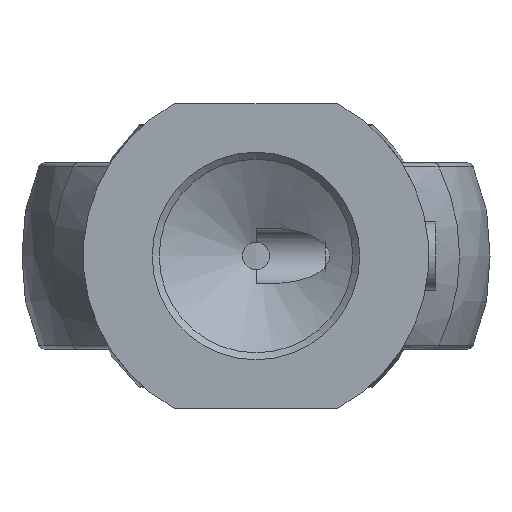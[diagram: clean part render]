
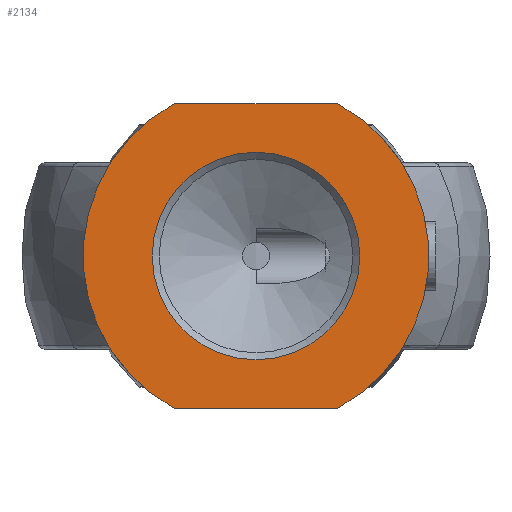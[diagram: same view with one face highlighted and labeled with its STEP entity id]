
A CAD part, front view. The second image highlights one B-rep face of the part: STEP entity #2134.
In plain terms, the highlighted planar face has unit normal (0, -1, 0).
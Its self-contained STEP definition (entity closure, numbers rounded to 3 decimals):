
#42 = LINE ( 'NONE', #983, #1687 ) ;
#47 = CIRCLE ( 'NONE', #337, 12.5 ) ;
#89 = DIRECTION ( 'NONE',  ( 0., 1., 0. ) ) ;
#114 = VERTEX_POINT ( 'NONE', #382 ) ;
#128 = CARTESIAN_POINT ( 'NONE',  ( 0., -57., 0. ) ) ;
#181 = DIRECTION ( 'NONE',  ( 0., -1., 0. ) ) ;
#206 = CARTESIAN_POINT ( 'NONE',  ( -5.886, -57., 11. ) ) ;
#226 = CARTESIAN_POINT ( 'NONE',  ( 5.982, -57., -10.976 ) ) ;
#277 = ORIENTED_EDGE ( 'NONE', *, *, #900, .F. ) ;
#337 = AXIS2_PLACEMENT_3D ( 'NONE', #1595, #181, #898 ) ;
#377 = ORIENTED_EDGE ( 'NONE', *, *, #728, .F. ) ;
#379 = CARTESIAN_POINT ( 'NONE',  ( -5.982, -57., 10.976 ) ) ;
#382 = CARTESIAN_POINT ( 'NONE',  ( 5.982, -57., 10.976 ) ) ;
#414 = CIRCLE ( 'NONE', #1596, 12.5 ) ;
#431 = CARTESIAN_POINT ( 'NONE',  ( -17., -57., 11. ) ) ;
#507 = EDGE_CURVE ( 'NONE', #114, #1783, #2339, .T. ) ;
#562 = DIRECTION ( 'NONE',  ( 0., 0., -1. ) ) ;
#564 = DIRECTION ( 'NONE',  ( 0., 0., -1. ) ) ;
#648 = CARTESIAN_POINT ( 'NONE',  ( -5.982, -57., -10.976 ) ) ;
#701 = CARTESIAN_POINT ( 'NONE',  ( -5.886, -57., -11. ) ) ;
#728 = EDGE_CURVE ( 'NONE', #2626, #1783, #1372, .T. ) ;
#892 = ORIENTED_EDGE ( 'NONE', *, *, #2139, .T. ) ;
#898 = DIRECTION ( 'NONE',  ( 0., 0., -1. ) ) ;
#900 = EDGE_CURVE ( 'NONE', #1081, #2967, #42, .T. ) ;
#907 = CIRCLE ( 'NONE', #2984, 0.2 ) ;
#918 = FACE_BOUND ( 'NONE', #2005, .T. ) ;
#979 = DIRECTION ( 'NONE',  ( 0., 0., -1. ) ) ;
#983 = CARTESIAN_POINT ( 'NONE',  ( -17., -57., -11. ) ) ;
#1081 = VERTEX_POINT ( 'NONE', #1663 ) ;
#1100 = AXIS2_PLACEMENT_3D ( 'NONE', #1713, #2637, #562 ) ;
#1150 = CARTESIAN_POINT ( 'NONE',  ( 0., -57., -7.5 ) ) ;
#1175 = VERTEX_POINT ( 'NONE', #379 ) ;
#1249 = VECTOR ( 'NONE', #2788, 1000. ) ;
#1302 = CIRCLE ( 'NONE', #2995, 7.5 ) ;
#1372 = LINE ( 'NONE', #431, #1249 ) ;
#1389 = EDGE_CURVE ( 'NONE', #1854, #1854, #1302, .T. ) ;
#1426 = ORIENTED_EDGE ( 'NONE', *, *, #2832, .T. ) ;
#1438 = CARTESIAN_POINT ( 'NONE',  ( 0., -57., 0. ) ) ;
#1440 = VERTEX_POINT ( 'NONE', #226 ) ;
#1478 = DIRECTION ( 'NONE',  ( 0., -1., 0. ) ) ;
#1519 = ORIENTED_EDGE ( 'NONE', *, *, #1876, .T. ) ;
#1534 = CARTESIAN_POINT ( 'NONE',  ( -5.886, -57., 10.8 ) ) ;
#1539 = EDGE_LOOP ( 'NONE', ( #892, #2171, #277, #1519, #1426, #2605, #377, #2586 ) ) ;
#1561 = FACE_OUTER_BOUND ( 'NONE', #1539, .T. ) ;
#1595 = CARTESIAN_POINT ( 'NONE',  ( 0., -57., 0. ) ) ;
#1596 = AXIS2_PLACEMENT_3D ( 'NONE', #1438, #1478, #2161 ) ;
#1601 = CARTESIAN_POINT ( 'NONE',  ( 5.886, -57., 11. ) ) ;
#1608 = EDGE_CURVE ( 'NONE', #2118, #2967, #2420, .T. ) ;
#1663 = CARTESIAN_POINT ( 'NONE',  ( 5.886, -57., -11. ) ) ;
#1687 = VECTOR ( 'NONE', #2431, 1000. ) ;
#1713 = CARTESIAN_POINT ( 'NONE',  ( 5.886, -57., 10.8 ) ) ;
#1719 = EDGE_CURVE ( 'NONE', #2626, #1175, #907, .T. ) ;
#1732 = DIRECTION ( 'NONE',  ( 0., 0., -1. ) ) ;
#1782 = PLANE ( 'NONE',  #2729 ) ;
#1783 = VERTEX_POINT ( 'NONE', #1601 ) ;
#1854 = VERTEX_POINT ( 'NONE', #1150 ) ;
#1876 = EDGE_CURVE ( 'NONE', #1081, #1440, #2076, .T. ) ;
#2005 = EDGE_LOOP ( 'NONE', ( #2681 ) ) ;
#2044 = DIRECTION ( 'NONE',  ( 0., -1., 0. ) ) ;
#2076 = CIRCLE ( 'NONE', #2464, 0.2 ) ;
#2118 = VERTEX_POINT ( 'NONE', #648 ) ;
#2134 = ADVANCED_FACE ( 'NONE', ( #918, #1561 ), #1782, .T. ) ;
#2139 = EDGE_CURVE ( 'NONE', #1175, #2118, #47, .T. ) ;
#2161 = DIRECTION ( 'NONE',  ( 0., 0., -1. ) ) ;
#2171 = ORIENTED_EDGE ( 'NONE', *, *, #1608, .T. ) ;
#2209 = CARTESIAN_POINT ( 'NONE',  ( -5.886, -57., -10.8 ) ) ;
#2223 = AXIS2_PLACEMENT_3D ( 'NONE', #2209, #2422, #564 ) ;
#2238 = DIRECTION ( 'NONE',  ( 0., 0., -1. ) ) ;
#2281 = DIRECTION ( 'NONE',  ( 0., 0., -1. ) ) ;
#2339 = CIRCLE ( 'NONE', #1100, 0.2 ) ;
#2420 = CIRCLE ( 'NONE', #2223, 0.2 ) ;
#2422 = DIRECTION ( 'NONE',  ( 0., -1., 0. ) ) ;
#2431 = DIRECTION ( 'NONE',  ( -1., 0., 0. ) ) ;
#2464 = AXIS2_PLACEMENT_3D ( 'NONE', #2945, #2825, #979 ) ;
#2586 = ORIENTED_EDGE ( 'NONE', *, *, #1719, .T. ) ;
#2605 = ORIENTED_EDGE ( 'NONE', *, *, #507, .T. ) ;
#2626 = VERTEX_POINT ( 'NONE', #206 ) ;
#2637 = DIRECTION ( 'NONE',  ( 0., -1., 0. ) ) ;
#2647 = DIRECTION ( 'NONE',  ( 0., -1., 0. ) ) ;
#2681 = ORIENTED_EDGE ( 'NONE', *, *, #1389, .T. ) ;
#2729 = AXIS2_PLACEMENT_3D ( 'NONE', #2926, #2044, #2281 ) ;
#2788 = DIRECTION ( 'NONE',  ( 1., 0., 0. ) ) ;
#2825 = DIRECTION ( 'NONE',  ( 0., -1., 0. ) ) ;
#2832 = EDGE_CURVE ( 'NONE', #1440, #114, #414, .T. ) ;
#2926 = CARTESIAN_POINT ( 'NONE',  ( 0., -57., 0. ) ) ;
#2945 = CARTESIAN_POINT ( 'NONE',  ( 5.886, -57., -10.8 ) ) ;
#2967 = VERTEX_POINT ( 'NONE', #701 ) ;
#2984 = AXIS2_PLACEMENT_3D ( 'NONE', #1534, #2647, #2238 ) ;
#2995 = AXIS2_PLACEMENT_3D ( 'NONE', #128, #89, #1732 ) ;
